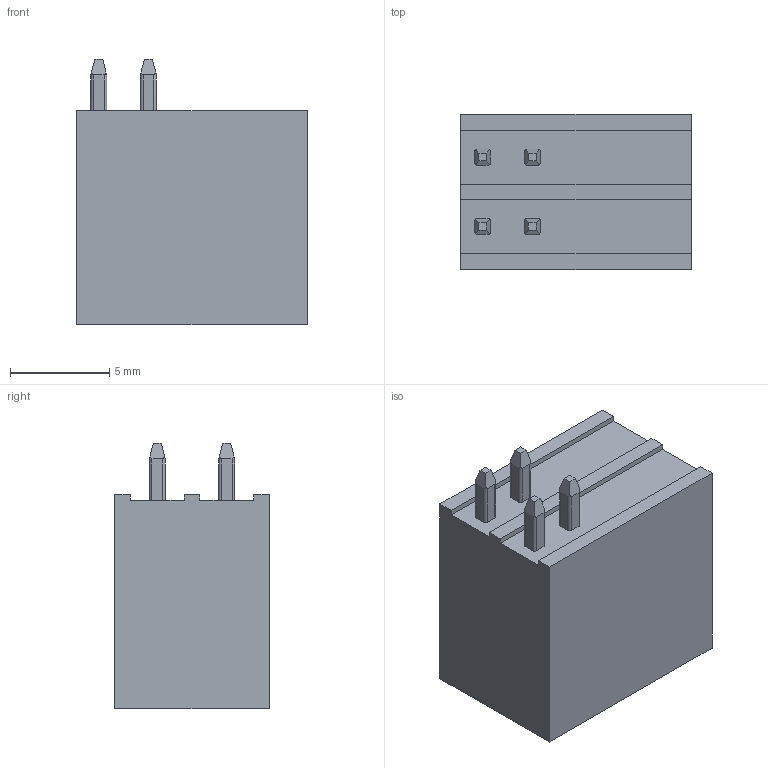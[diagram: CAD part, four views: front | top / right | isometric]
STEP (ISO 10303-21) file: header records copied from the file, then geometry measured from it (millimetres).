
FILE_DESCRIPTION((''),'2;1');
FILE_NAME('PRT0007','2024-11-18T09:50:01',('tluser'),(''),'CREO PARAMETRIC BY PTC INC, 2018100','CREO PARAMETRIC BY PTC INC, 2018100','');
FILE_SCHEMA(('CONFIG_CONTROL_DESIGN'));
Length unit declared in the file: millimetre
Products named in the file (1): PRT0007
Bounding box: 11.6 x 7.8 x 13.4 mm (x, y, z)
Volume: 688.9 mm3; surface area: 926.2 mm2
Topology: 1 solids, 1 shells, 173 faces, 486 edges, 324 vertices
Faces by surface type: plane 119, cylinder 40, extrusion 14
Entity records: 5788 total; most frequent: CARTESIAN_POINT 1379, ORIENTED_EDGE 972, DIRECTION 794, EDGE_CURVE 486, VECTOR 360, LINE 346, VERTEX_POINT 324, AXIS2_PLACEMENT_3D 217
